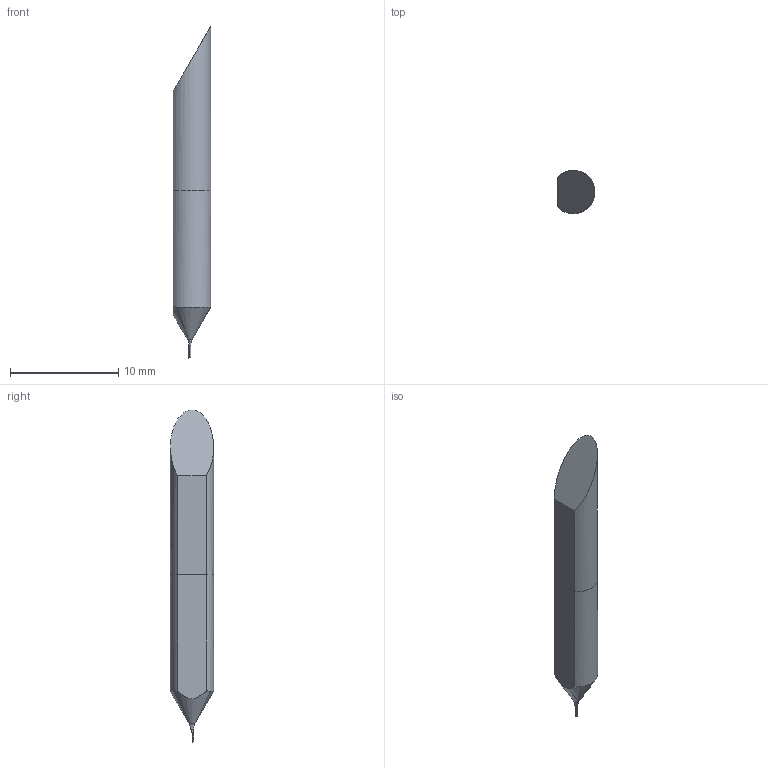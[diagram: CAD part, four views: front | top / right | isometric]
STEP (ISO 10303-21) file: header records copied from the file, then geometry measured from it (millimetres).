
FILE_DESCRIPTION(/* description */ (''),/* implementation_level */ '2;1');
FILE_NAME(/* name */ 'A761402.stp',/* time_stamp */ '2017-10-27T11:34:30+05:00',/* author */ (''),/* organization */ (''),/* preprocessor_version */ 'ST-DEVELOPER v16',/* originating_system */ 'SIEMENS PLM Software NX 11.0',/* authorisation */ '');
FILE_SCHEMA (('AUTOMOTIVE_DESIGN { 1 0 10303 214 3 1 1 1 }'));
Length unit declared in the file: millimetre
Products named in the file (1): A761402
Bounding box: 3.5 x 4 x 30.72 mm (x, y, z)
Volume: 279.7 mm3; surface area: 352.5 mm2
Topology: 3 solids, 3 shells, 24 faces, 50 edges, 33 vertices
Faces by surface type: plane 11, cylinder 8, cone 3, torus 2
Entity records: 939 total; most frequent: CARTESIAN_POINT 374, DIRECTION 105, ORIENTED_EDGE 100, EDGE_CURVE 50, AXIS2_PLACEMENT_3D 44, VERTEX_POINT 33, EDGE_LOOP 25, ADVANCED_FACE 24
